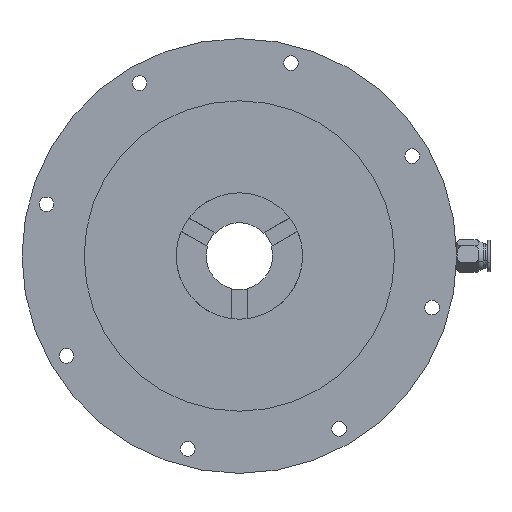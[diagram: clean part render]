
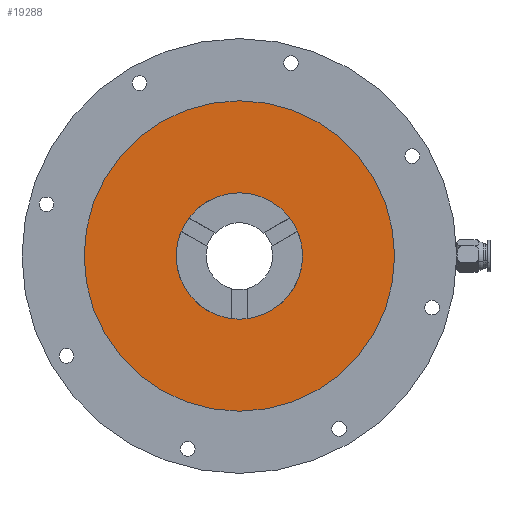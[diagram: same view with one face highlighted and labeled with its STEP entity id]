
A CAD part, front view. The second image highlights one B-rep face of the part: STEP entity #19288.
In plain terms, the highlighted planar face has unit normal (0, -1, 0).
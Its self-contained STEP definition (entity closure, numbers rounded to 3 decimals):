
#1151 = DIRECTION ( 'NONE',  ( 0., 0., -1. ) ) ;
#2674 = EDGE_CURVE ( 'NONE', #26750, #4341, #15837, .T. ) ;
#3318 = DIRECTION ( 'NONE',  ( 0., 1., 0. ) ) ;
#3485 = ORIENTED_EDGE ( 'NONE', *, *, #13086, .T. ) ;
#3804 = AXIS2_PLACEMENT_3D ( 'NONE', #24379, #7808, #1151 ) ;
#4341 = VERTEX_POINT ( 'NONE', #11314 ) ;
#4452 = CARTESIAN_POINT ( 'NONE',  ( 0., 4., 0. ) ) ;
#4680 = FACE_OUTER_BOUND ( 'NONE', #28074, .T. ) ;
#7331 = VERTEX_POINT ( 'NONE', #11815 ) ;
#7808 = DIRECTION ( 'NONE',  ( 0., 1., 0. ) ) ;
#9231 = CIRCLE ( 'NONE', #18377, 28.5 ) ;
#9811 = EDGE_CURVE ( 'NONE', #16523, #7331, #9231, .T. ) ;
#10490 = DIRECTION ( 'NONE',  ( 0., 0., -1. ) ) ;
#10844 = CARTESIAN_POINT ( 'NONE',  ( 0., 4., 0. ) ) ;
#11314 = CARTESIAN_POINT ( 'NONE',  ( 0., 4., 70. ) ) ;
#11815 = CARTESIAN_POINT ( 'NONE',  ( 0., 4., -28.5 ) ) ;
#13086 = EDGE_CURVE ( 'NONE', #7331, #16523, #16798, .T. ) ;
#13867 = CARTESIAN_POINT ( 'NONE',  ( 28.5, 4., 0. ) ) ;
#15638 = EDGE_CURVE ( 'NONE', #4341, #26750, #23573, .T. ) ;
#15728 = CARTESIAN_POINT ( 'NONE',  ( 0., 4., -70. ) ) ;
#15837 = CIRCLE ( 'NONE', #26973, 70. ) ;
#16152 = PLANE ( 'NONE',  #20979 ) ;
#16251 = ORIENTED_EDGE ( 'NONE', *, *, #15638, .T. ) ;
#16523 = VERTEX_POINT ( 'NONE', #23703 ) ;
#16798 = CIRCLE ( 'NONE', #3804, 28.5 ) ;
#18060 = ORIENTED_EDGE ( 'NONE', *, *, #2674, .T. ) ;
#18259 = AXIS2_PLACEMENT_3D ( 'NONE', #23360, #25335, #25192 ) ;
#18377 = AXIS2_PLACEMENT_3D ( 'NONE', #10844, #3318, #29262 ) ;
#18482 = DIRECTION ( 'NONE',  ( 0., -1., 0. ) ) ;
#19000 = EDGE_LOOP ( 'NONE', ( #3485, #24866 ) ) ;
#19288 = ADVANCED_FACE ( 'NONE', ( #22834, #4680 ), #16152, .T. ) ;
#20979 = AXIS2_PLACEMENT_3D ( 'NONE', #13867, #27495, #10490 ) ;
#21222 = DIRECTION ( 'NONE',  ( 0., 0., -1. ) ) ;
#22834 = FACE_BOUND ( 'NONE', #19000, .T. ) ;
#23360 = CARTESIAN_POINT ( 'NONE',  ( 0., 4., 0. ) ) ;
#23573 = CIRCLE ( 'NONE', #18259, 70. ) ;
#23703 = CARTESIAN_POINT ( 'NONE',  ( 0., 4., 28.5 ) ) ;
#24379 = CARTESIAN_POINT ( 'NONE',  ( 0., 4., 0. ) ) ;
#24866 = ORIENTED_EDGE ( 'NONE', *, *, #9811, .T. ) ;
#25192 = DIRECTION ( 'NONE',  ( 0., 0., -1. ) ) ;
#25335 = DIRECTION ( 'NONE',  ( 0., -1., 0. ) ) ;
#26750 = VERTEX_POINT ( 'NONE', #15728 ) ;
#26973 = AXIS2_PLACEMENT_3D ( 'NONE', #4452, #18482, #21222 ) ;
#27495 = DIRECTION ( 'NONE',  ( 0., -1., 0. ) ) ;
#28074 = EDGE_LOOP ( 'NONE', ( #18060, #16251 ) ) ;
#29262 = DIRECTION ( 'NONE',  ( 0., 0., -1. ) ) ;
